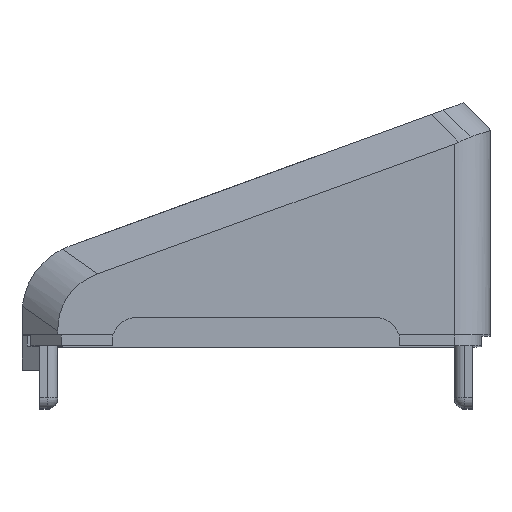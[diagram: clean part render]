
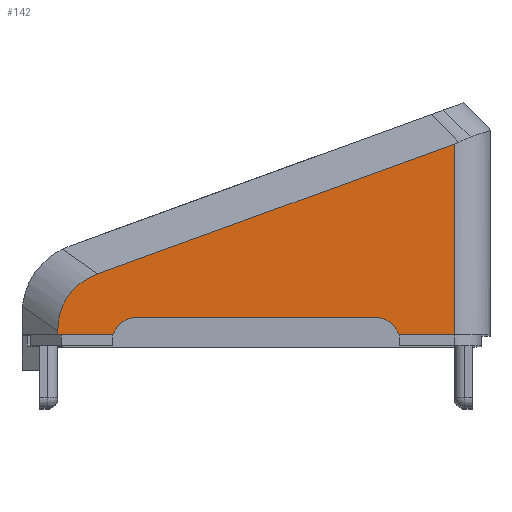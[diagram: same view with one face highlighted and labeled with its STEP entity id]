
A CAD part, top view. The second image highlights one B-rep face of the part: STEP entity #142.
In plain terms, the highlighted planar face has unit normal (0, 0, 1).
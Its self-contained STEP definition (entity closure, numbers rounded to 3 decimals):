
#4 = VECTOR ( 'NONE', #4683, 1000. ) ;
#6 = EDGE_CURVE ( 'NONE', #1797, #3300, #1585, .T. ) ;
#71 = AXIS2_PLACEMENT_3D ( 'NONE', #1228, #4436, #2840 ) ;
#129 = CARTESIAN_POINT ( 'NONE',  ( -51.155, 14.167, -8.223 ) ) ;
#142 = ADVANCED_FACE ( 'NONE', ( #1903 ), #1317, .F. ) ;
#160 = VECTOR ( 'NONE', #2300, 1000. ) ;
#258 = CARTESIAN_POINT ( 'NONE',  ( -82.602, 50.431, -8.223 ) ) ;
#402 = LINE ( 'NONE', #258, #4521 ) ;
#414 = CARTESIAN_POINT ( 'NONE',  ( -146.526, 22.963, -8.223 ) ) ;
#424 = ORIENTED_EDGE ( 'NONE', *, *, #4072, .T. ) ;
#438 = CARTESIAN_POINT ( 'NONE',  ( -35.726, 67.492, -8.223 ) ) ;
#547 = VECTOR ( 'NONE', #2127, 1000. ) ;
#728 = DIRECTION ( 'NONE',  ( 0., 0., -1. ) ) ;
#754 = CARTESIAN_POINT ( 'NONE',  ( -135.36, 31.229, -8.223 ) ) ;
#806 = VECTOR ( 'NONE', #2452, 1000. ) ;
#911 = CARTESIAN_POINT ( 'NONE',  ( -25.726, -105.833, -8.223 ) ) ;
#982 = EDGE_CURVE ( 'NONE', #5066, #3996, #1332, .T. ) ;
#988 = CARTESIAN_POINT ( 'NONE',  ( -25.726, 14.167, -8.223 ) ) ;
#1228 = CARTESIAN_POINT ( 'NONE',  ( -58.226, 11.667, -8.223 ) ) ;
#1230 =( BOUNDED_CURVE ( )  B_SPLINE_CURVE ( 3, ( #2386, #4377, #414, #3205 ),
 .UNSPECIFIED., .F., .T. ) 
 B_SPLINE_CURVE_WITH_KNOTS ( ( 4, 4 ),
 ( 2.724, 3.559 ),
 .UNSPECIFIED. ) 
 CURVE ( )  GEOMETRIC_REPRESENTATION_ITEM ( )  RATIONAL_B_SPLINE_CURVE ( ( 1., 0.943, 0.943, 1. ) ) 
 REPRESENTATION_ITEM ( '' )  );
#1245 = CARTESIAN_POINT ( 'NONE',  ( -124.026, 19.167, -8.223 ) ) ;
#1317 = PLANE ( 'NONE',  #2461 ) ;
#1332 = LINE ( 'NONE', #2698, #160 ) ;
#1338 = CARTESIAN_POINT ( 'NONE',  ( -146.526, 14.167, -8.223 ) ) ;
#1379 = ORIENTED_EDGE ( 'NONE', *, *, #1419, .T. ) ;
#1419 = EDGE_CURVE ( 'NONE', #3996, #4789, #402, .T. ) ;
#1585 = CIRCLE ( 'NONE', #71, 7.5 ) ;
#1587 = ORIENTED_EDGE ( 'NONE', *, *, #3374, .T. ) ;
#1704 = CARTESIAN_POINT ( 'NONE',  ( -58.226, 19.167, -8.223 ) ) ;
#1719 = DIRECTION ( 'NONE',  ( 0., -1., 0. ) ) ;
#1735 = CARTESIAN_POINT ( 'NONE',  ( -91.126, 19.167, -8.223 ) ) ;
#1797 = VERTEX_POINT ( 'NONE', #1704 ) ;
#1805 = VERTEX_POINT ( 'NONE', #3703 ) ;
#1811 = LINE ( 'NONE', #988, #4886 ) ;
#1863 = LINE ( 'NONE', #2856, #806 ) ;
#1903 = FACE_OUTER_BOUND ( 'NONE', #2564, .T. ) ;
#2119 = EDGE_CURVE ( 'NONE', #4789, #1805, #1230, .T. ) ;
#2127 = DIRECTION ( 'NONE',  ( 1., 0., 0. ) ) ;
#2300 = DIRECTION ( 'NONE',  ( 0., 1., 0. ) ) ;
#2386 = CARTESIAN_POINT ( 'NONE',  ( -135.36, 31.229, -8.223 ) ) ;
#2452 = DIRECTION ( 'NONE',  ( 0., -1., 0. ) ) ;
#2461 = AXIS2_PLACEMENT_3D ( 'NONE', #911, #4117, #1719 ) ;
#2480 = AXIS2_PLACEMENT_3D ( 'NONE', #3324, #728, #3446 ) ;
#2564 = EDGE_LOOP ( 'NONE', ( #3115, #3048, #1379, #3860, #1587, #4241, #424, #2942, #5015 ) ) ;
#2609 = VERTEX_POINT ( 'NONE', #1245 ) ;
#2640 = DIRECTION ( 'NONE',  ( -0.94, -0.342, 0. ) ) ;
#2698 = CARTESIAN_POINT ( 'NONE',  ( -35.726, 67.913, -8.223 ) ) ;
#2807 = CIRCLE ( 'NONE', #2480, 7.5 ) ;
#2840 = DIRECTION ( 'NONE',  ( 0., -1., 0. ) ) ;
#2856 = CARTESIAN_POINT ( 'NONE',  ( -146.526, -105.833, -8.223 ) ) ;
#2942 = ORIENTED_EDGE ( 'NONE', *, *, #5053, .T. ) ;
#3048 = ORIENTED_EDGE ( 'NONE', *, *, #982, .T. ) ;
#3115 = ORIENTED_EDGE ( 'NONE', *, *, #3197, .F. ) ;
#3197 = EDGE_CURVE ( 'NONE', #5066, #3300, #1811, .T. ) ;
#3205 = CARTESIAN_POINT ( 'NONE',  ( -146.526, 15.282, -8.223 ) ) ;
#3300 = VERTEX_POINT ( 'NONE', #129 ) ;
#3324 = CARTESIAN_POINT ( 'NONE',  ( -124.026, 11.667, -8.223 ) ) ;
#3326 = CARTESIAN_POINT ( 'NONE',  ( -131.098, 14.167, -8.223 ) ) ;
#3374 = EDGE_CURVE ( 'NONE', #1805, #4548, #1863, .T. ) ;
#3390 = DIRECTION ( 'NONE',  ( -1., 0., 0. ) ) ;
#3446 = DIRECTION ( 'NONE',  ( 0., -1., 0. ) ) ;
#3594 = EDGE_CURVE ( 'NONE', #5047, #4548, #4253, .T. ) ;
#3602 = LINE ( 'NONE', #1735, #547 ) ;
#3703 = CARTESIAN_POINT ( 'NONE',  ( -146.526, 15.282, -8.223 ) ) ;
#3728 = CARTESIAN_POINT ( 'NONE',  ( -35.726, 14.167, -8.223 ) ) ;
#3860 = ORIENTED_EDGE ( 'NONE', *, *, #2119, .T. ) ;
#3996 = VERTEX_POINT ( 'NONE', #438 ) ;
#4072 = EDGE_CURVE ( 'NONE', #5047, #2609, #2807, .T. ) ;
#4117 = DIRECTION ( 'NONE',  ( 0., 0., -1. ) ) ;
#4241 = ORIENTED_EDGE ( 'NONE', *, *, #3594, .F. ) ;
#4253 = LINE ( 'NONE', #5086, #4 ) ;
#4377 = CARTESIAN_POINT ( 'NONE',  ( -142.578, 28.602, -8.223 ) ) ;
#4436 = DIRECTION ( 'NONE',  ( 0., 0., -1. ) ) ;
#4521 = VECTOR ( 'NONE', #2640, 1000. ) ;
#4548 = VERTEX_POINT ( 'NONE', #1338 ) ;
#4683 = DIRECTION ( 'NONE',  ( -1., 0., 0. ) ) ;
#4789 = VERTEX_POINT ( 'NONE', #754 ) ;
#4886 = VECTOR ( 'NONE', #3390, 1000. ) ;
#5015 = ORIENTED_EDGE ( 'NONE', *, *, #6, .T. ) ;
#5047 = VERTEX_POINT ( 'NONE', #3326 ) ;
#5053 = EDGE_CURVE ( 'NONE', #2609, #1797, #3602, .T. ) ;
#5066 = VERTEX_POINT ( 'NONE', #3728 ) ;
#5086 = CARTESIAN_POINT ( 'NONE',  ( -25.726, 14.167, -8.223 ) ) ;
